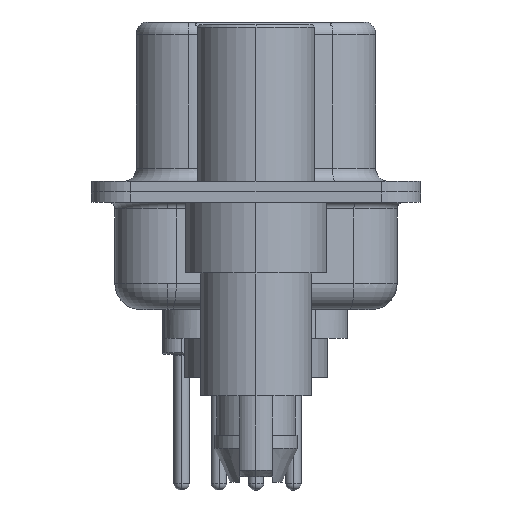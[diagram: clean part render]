
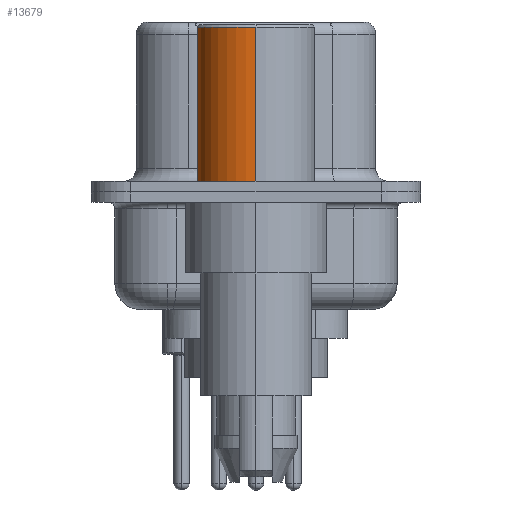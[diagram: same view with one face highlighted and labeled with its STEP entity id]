
A CAD part, left-side view. The second image highlights one B-rep face of the part: STEP entity #13679.
In plain terms, the highlighted cylindrical face has radius 2.25 mm (diameter 4.5 mm), a partial arc.
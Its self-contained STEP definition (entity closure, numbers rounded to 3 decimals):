
#285 = AXIS2_PLACEMENT_3D ( 'NONE', #9828, #5046, #321 ) ;
#321 = DIRECTION ( 'NONE',  ( 1., 0., 0. ) ) ;
#899 = CARTESIAN_POINT ( 'NONE',  ( -2.25, 0., 0.581 ) ) ;
#2194 = DIRECTION ( 'NONE',  ( 1., 0., 0. ) ) ;
#2909 = EDGE_LOOP ( 'NONE', ( #19877, #8533, #16204, #17223 ) ) ;
#2991 = CIRCLE ( 'NONE', #9355, 2.25 ) ;
#3133 = CARTESIAN_POINT ( 'NONE',  ( 2.25, 0., 0.4 ) ) ;
#3207 = FACE_OUTER_BOUND ( 'NONE', #2909, .T. ) ;
#4446 = VERTEX_POINT ( 'NONE', #17012 ) ;
#5046 = DIRECTION ( 'NONE',  ( 0., 0., 1. ) ) ;
#5321 = LINE ( 'NONE', #13722, #13829 ) ;
#5463 = VECTOR ( 'NONE', #10332, 1000. ) ;
#5772 = EDGE_CURVE ( 'NONE', #4446, #12752, #2991, .T. ) ;
#7207 = CARTESIAN_POINT ( 'NONE',  ( 0., 0., 0.4 ) ) ;
#8533 = ORIENTED_EDGE ( 'NONE', *, *, #13276, .T. ) ;
#8819 = DIRECTION ( 'NONE',  ( 1., 0., 0. ) ) ;
#8936 = DIRECTION ( 'NONE',  ( 0., 0., 1. ) ) ;
#9355 = AXIS2_PLACEMENT_3D ( 'NONE', #19367, #20071, #2194 ) ;
#9806 = VERTEX_POINT ( 'NONE', #19734 ) ;
#9828 = CARTESIAN_POINT ( 'NONE',  ( 0., 0., 0.581 ) ) ;
#10288 = CARTESIAN_POINT ( 'NONE',  ( -2.25, 0., 6.3 ) ) ;
#10332 = DIRECTION ( 'NONE',  ( 0., 0., 1. ) ) ;
#11043 = AXIS2_PLACEMENT_3D ( 'NONE', #7207, #18437, #8819 ) ;
#11097 = EDGE_CURVE ( 'NONE', #16128, #9806, #19532, .T. ) ;
#12752 = VERTEX_POINT ( 'NONE', #10288 ) ;
#13276 = EDGE_CURVE ( 'NONE', #9806, #12752, #18235, .T. ) ;
#13679 = ADVANCED_FACE ( 'NONE', ( #3207 ), #15491, .T. ) ;
#13722 = CARTESIAN_POINT ( 'NONE',  ( 2.25, 0., 0.581 ) ) ;
#13829 = VECTOR ( 'NONE', #8936, 1000. ) ;
#15491 = CYLINDRICAL_SURFACE ( 'NONE', #285, 2.25 ) ;
#16128 = VERTEX_POINT ( 'NONE', #3133 ) ;
#16204 = ORIENTED_EDGE ( 'NONE', *, *, #5772, .F. ) ;
#17012 = CARTESIAN_POINT ( 'NONE',  ( 2.25, 0., 6.3 ) ) ;
#17223 = ORIENTED_EDGE ( 'NONE', *, *, #17562, .F. ) ;
#17562 = EDGE_CURVE ( 'NONE', #16128, #4446, #5321, .T. ) ;
#18235 = LINE ( 'NONE', #899, #5463 ) ;
#18437 = DIRECTION ( 'NONE',  ( 0., 0., 1. ) ) ;
#19367 = CARTESIAN_POINT ( 'NONE',  ( 0., 0., 6.3 ) ) ;
#19532 = CIRCLE ( 'NONE', #11043, 2.25 ) ;
#19734 = CARTESIAN_POINT ( 'NONE',  ( -2.25, 0., 0.4 ) ) ;
#19877 = ORIENTED_EDGE ( 'NONE', *, *, #11097, .T. ) ;
#20071 = DIRECTION ( 'NONE',  ( 0., 0., 1. ) ) ;
